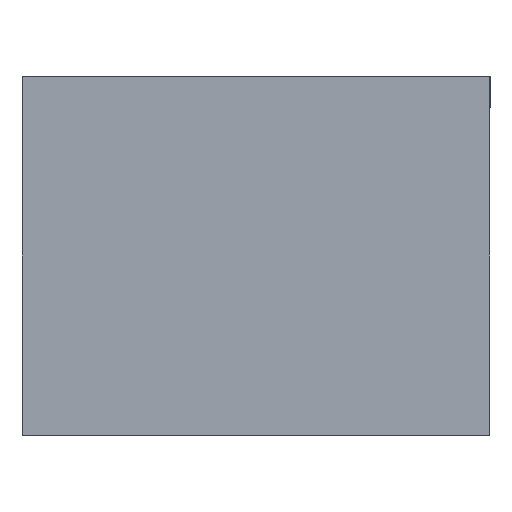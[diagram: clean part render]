
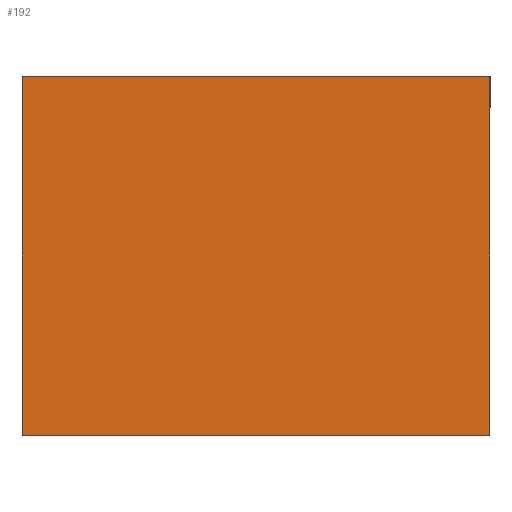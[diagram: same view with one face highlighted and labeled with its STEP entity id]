
A CAD part, left-side view. The second image highlights one B-rep face of the part: STEP entity #192.
In plain terms, the highlighted planar face has unit normal (-1, 0, 0).
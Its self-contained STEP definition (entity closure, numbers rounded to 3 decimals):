
#192 = ADVANCED_FACE( '', ( #355 ), #356, .F. );
#355 = FACE_OUTER_BOUND( '', #505, .T. );
#356 = PLANE( '', #506 );
#505 = EDGE_LOOP( '', ( #853, #854, #855, #856 ) );
#506 = AXIS2_PLACEMENT_3D( '', #857, #858, #859 );
#853 = ORIENTED_EDGE( '', *, *, #1066, .T. );
#854 = ORIENTED_EDGE( '', *, *, #1044, .F. );
#855 = ORIENTED_EDGE( '', *, *, #1035, .F. );
#856 = ORIENTED_EDGE( '', *, *, #1078, .T. );
#857 = CARTESIAN_POINT( '', ( -0.3, -0.15, 0.115 ) );
#858 = DIRECTION( '', ( 1., 0., 0. ) );
#859 = DIRECTION( '', ( 0., 0., -1. ) );
#1035 = EDGE_CURVE( '', #1248, #1250, #1251, .T. );
#1044 = EDGE_CURVE( '', #1250, #1259, #1263, .T. );
#1066 = EDGE_CURVE( '', #1296, #1259, #1297, .T. );
#1078 = EDGE_CURVE( '', #1248, #1296, #1313, .T. );
#1248 = VERTEX_POINT( '', #1547 );
#1250 = VERTEX_POINT( '', #1550 );
#1251 = LINE( '', #1551, #1552 );
#1259 = VERTEX_POINT( '', #1564 );
#1263 = LINE( '', #1570, #1571 );
#1296 = VERTEX_POINT( '', #1621 );
#1297 = LINE( '', #1622, #1623 );
#1313 = LINE( '', #1647, #1648 );
#1547 = CARTESIAN_POINT( '', ( -0.3, -0.15, 0.115 ) );
#1550 = CARTESIAN_POINT( '', ( -0.3, -0.15, -0.115 ) );
#1551 = CARTESIAN_POINT( '', ( -0.3, -0.15, 0.115 ) );
#1552 = VECTOR( '', #1799, 1000. );
#1564 = CARTESIAN_POINT( '', ( -0.3, 0.15, -0.115 ) );
#1570 = CARTESIAN_POINT( '', ( -0.3, -0.15, -0.115 ) );
#1571 = VECTOR( '', #1806, 1000. );
#1621 = CARTESIAN_POINT( '', ( -0.3, 0.15, 0.115 ) );
#1622 = CARTESIAN_POINT( '', ( -0.3, 0.15, 0.115 ) );
#1623 = VECTOR( '', #1824, 1000. );
#1647 = CARTESIAN_POINT( '', ( -0.3, -0.15, 0.115 ) );
#1648 = VECTOR( '', #1833, 1000. );
#1799 = DIRECTION( '', ( 0., 0., -1. ) );
#1806 = DIRECTION( '', ( 0., 1., 0. ) );
#1824 = DIRECTION( '', ( 0., 0., -1. ) );
#1833 = DIRECTION( '', ( 0., 1., 0. ) );
